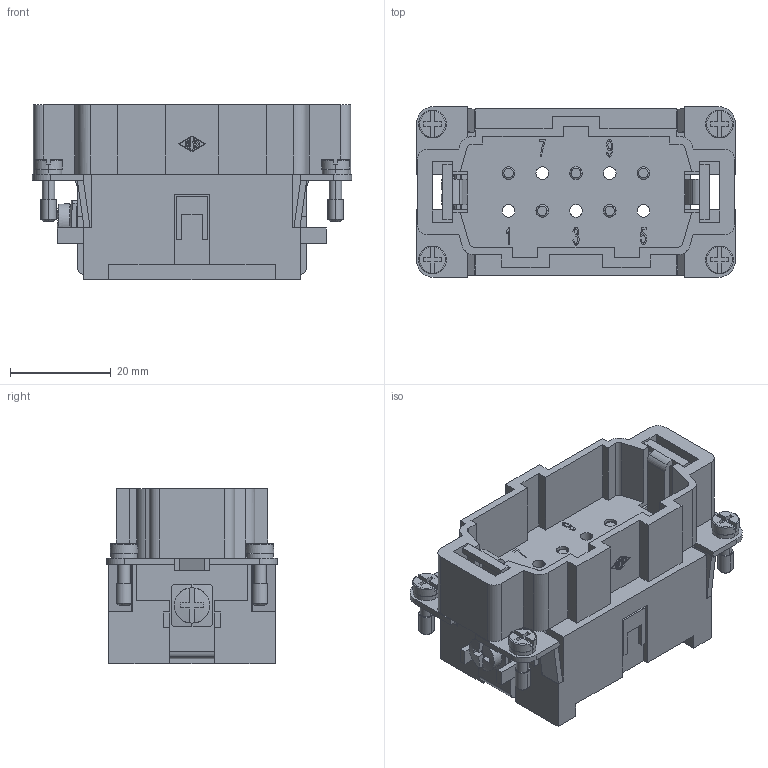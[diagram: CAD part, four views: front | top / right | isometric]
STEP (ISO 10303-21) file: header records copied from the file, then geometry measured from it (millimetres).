
FILE_DESCRIPTION((''),'2;1');
FILE_NAME('CMCEM 03.stp','2006-10-31T16:05:50',('gembarski'),(''),'Autodesk Inventor 7','Autodesk Inventor 7','');
FILE_SCHEMA(('AUTOMOTIVE_DESIGN { 1 0 10303 214 1 1 1 1 }'));
Length unit declared in the file: millimetre
Products named in the file (1): CMCEM 03
Bounding box: 63.4 x 34 x 34.9 mm (x, y, z)
Volume: 33383.1 mm3; surface area: 19055.2 mm2
Topology: 1 solids, 2 shells, 770 faces, 2097 edges, 1375 vertices
Faces by surface type: plane 355, bspline 284, cylinder 105, torus 18, sphere 4, cone 4
Entity records: 25744 total; most frequent: CARTESIAN_POINT 7025, ORIENTED_EDGE 4198, DIRECTION 3340, EDGE_CURVE 2099, VECTOR 1472, LINE 1472, VERTEX_POINT 1375, AXIS2_PLACEMENT_3D 934
